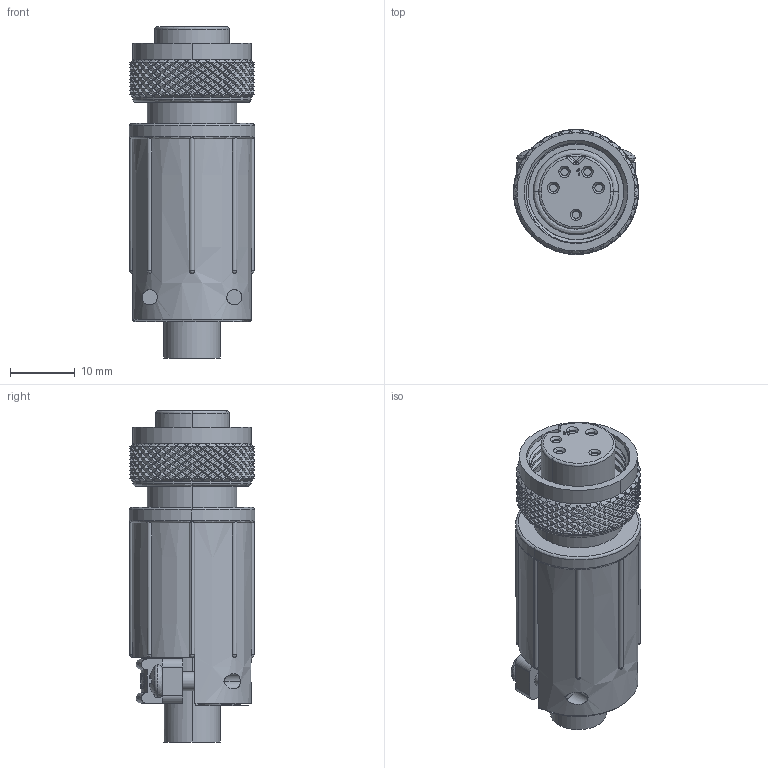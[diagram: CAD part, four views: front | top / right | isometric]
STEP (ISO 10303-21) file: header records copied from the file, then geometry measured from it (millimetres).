
FILE_DESCRIPTION (( 'STEP AP203' ), '1' );
FILE_NAME ('SF6282-5SG-520.STEP', '2013-05-14T19:40:20', ( 'J0FPBF1' ), ( '' ), 'SwSTEP 2.0', 'SolidWorks 2012', '' );
FILE_SCHEMA (( 'CONFIG_CONTROL_DESIGN' ));
Products named in the file (1): SF6282-5SG-520
Bounding box: 19.38 x 19.38 x 51.38 mm (x, y, z)
Volume: 10711.7 mm3; surface area: 5127 mm2
Topology: 1 solids, 1 shells, 2228 faces, 4761 edges, 2547 vertices
Faces by surface type: bspline 1646, cylinder 450, plane 109, cone 23
Entity records: 111760 total; most frequent: CARTESIAN_POINT 80348, ORIENTED_EDGE 9494, EDGE_CURVE 4747, DIRECTION 2748, VERTEX_POINT 2547, EDGE_LOOP 2258, FACE_OUTER_BOUND 2228, ADVANCED_FACE 2228
